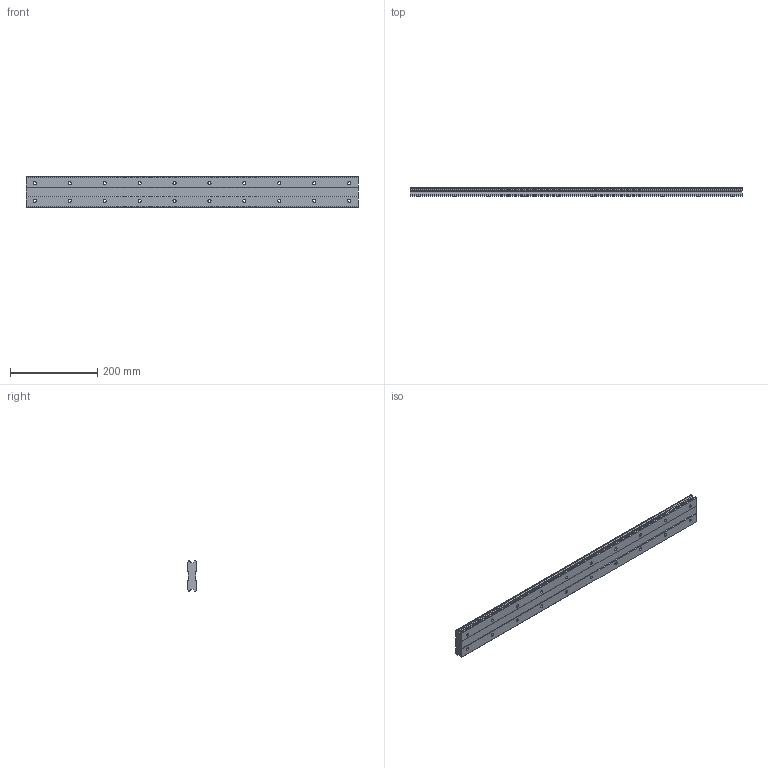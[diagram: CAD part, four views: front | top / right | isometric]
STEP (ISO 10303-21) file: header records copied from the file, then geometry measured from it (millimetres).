
FILE_DESCRIPTION (( 'STEP AP214' ), '1' );
FILE_NAME ('HRW35CA1SS-760L_G20_0_B-M6F_326-7_0_0_0_1.STEP', '2021-07-06T12:07:21', ( '' ), ( '' ), 'SwSTEP 2.0', 'SolidWorks 2021', '' );
FILE_SCHEMA (( 'AUTOMOTIVE_DESIGN' ));
Length unit declared in the file: millimetre
Products named in the file (2): _HRW35CA76020 Track; HRW35CA1SS-760L_G20_0_B-M6F_326-7_0_0_0_1
Assembly tree (1 placements, depth 2):
  HRW35CA1SS-760L_G20_0_B-M6F_326-7_0_0_0_1
    _HRW35CA76020 Track
Bounding box: 760 x 19 x 69 mm (x, y, z)
Volume: 885930.7 mm3; surface area: 150145.7 mm2
Topology: 1 solids, 1 shells, 132 faces, 330 edges, 220 vertices
Faces by surface type: cylinder 84, plane 48
Entity records: 4168 total; most frequent: DIRECTION 770, CARTESIAN_POINT 686, ORIENTED_EDGE 660, EDGE_CURVE 330, AXIS2_PLACEMENT_3D 304, VERTEX_POINT 220, EDGE_LOOP 192, CIRCLE 168
